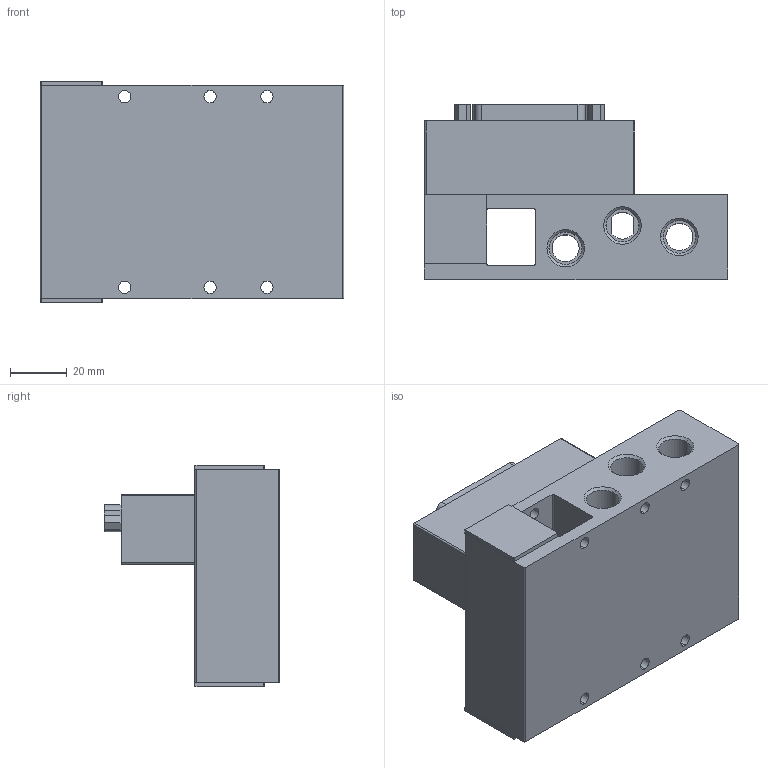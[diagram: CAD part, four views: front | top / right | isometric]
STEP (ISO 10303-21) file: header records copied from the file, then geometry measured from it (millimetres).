
FILE_DESCRIPTION (( 'STEP AP203' ), '1' );
FILE_NAME ('S2VM-2F-06.STEP', '2022-08-02T08:17:25', ( '' ), ( '' ), 'SwSTEP 2.0', 'SolidWorks 2022', '' );
FILE_SCHEMA (( 'CONFIG_CONTROL_DESIGN' ));
Length unit declared in the file: millimetre
Products named in the file (1): S2VM-2F-06
Bounding box: 106.7 x 61.7 x 78 mm (x, y, z)
Volume: 239839.9 mm3; surface area: 48379.2 mm2
Topology: 1 solids, 1 shells, 271 faces, 636 edges, 412 vertices
Faces by surface type: cylinder 132, plane 95, cone 44
Entity records: 7995 total; most frequent: DIRECTION 1508, CARTESIAN_POINT 1320, ORIENTED_EDGE 1272, EDGE_CURVE 636, AXIS2_PLACEMENT_3D 600, VERTEX_POINT 412, EDGE_LOOP 340, CIRCLE 328
